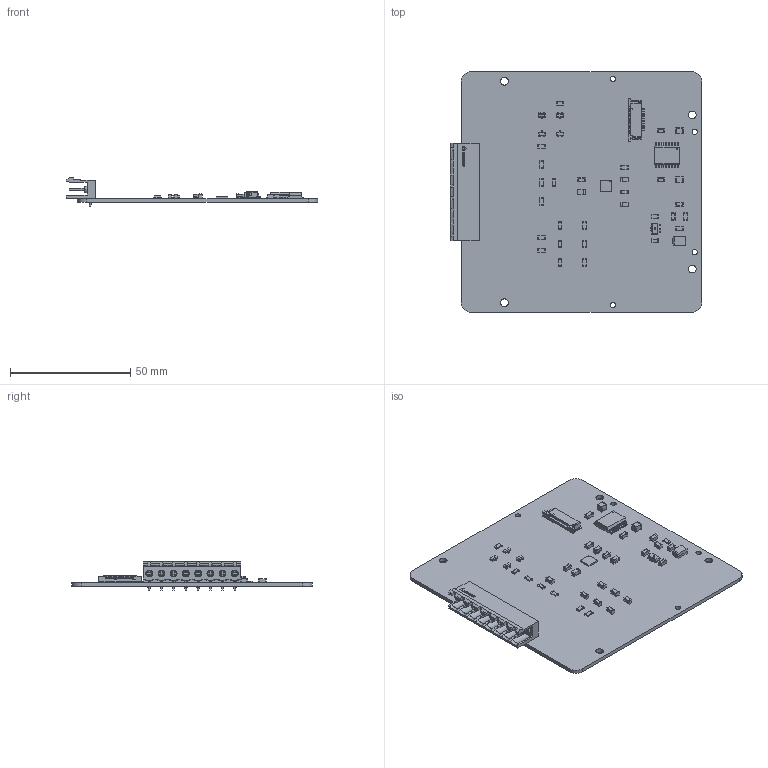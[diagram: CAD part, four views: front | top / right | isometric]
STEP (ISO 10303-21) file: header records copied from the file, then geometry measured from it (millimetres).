
FILE_DESCRIPTION(('KiCad electronic assembly'),'2;1');
FILE_NAME('PM-AI1-W.step','2024-10-23T08:14:10',('Pcbnew'),('Kicad'), 'Open CASCADE STEP processor 7.6','KiCad to STEP converter','Unknown' );
FILE_SCHEMA(('AUTOMOTIVE_DESIGN { 1 0 10303 214 1 1 1 1 }'));
Length unit declared in the file: millimetre
Products named in the file (26): PM-AI1-W 1; SOT23_NEX; part; R_1206_3216Metric; TAJA_AVX; C_1206_3216Metric; C_1210_3225Metric; 2EDGR-5.08-08P-14-100A(H); SOT-89-3; CQ assembly; SOIC16-WB_W__CLG; L_1206_3216Metric; SZP6SMB6.8AT3G; ASSEMBLY; c-1-84953-0-a-3d; C-1-84953-0; AD4111BCPZ_ADI; PM-AI1-W_PCB
Assembly tree (53 placements, depth 3):
  PM-AI1-W 1
    SOT23_NEX  x4
      part
    R_1206_3216Metric  x8
      R_1206_3216Metric
    TAJA_AVX  x3
      part
    C_1206_3216Metric  x16
      C_1206_3216Metric
    C_1210_3225Metric  x2
      C_1210_3225Metric
    2EDGR-5.08-08P-14-100A(H)
      2EDGR-5.08-08P-14-100A(H)
    SOT-89-3
      CQ assembly
    SOIC16-WB_W__CLG
      part
    L_1206_3216Metric
      L_1206_3216Metric
    SZP6SMB6.8AT3G
      ASSEMBLY
    c-1-84953-0-a-3d
      C-1-84953-0
    AD4111BCPZ_ADI
      part
    PM-AI1-W_PCB
Bounding box: 104.35 x 99.8 x 11.7 mm (x, y, z)
Volume: 18456.8 mm3; surface area: 25230.6 mm2
Topology: 91 solids, 91 shells, 2655 faces, 7036 edges, 4631 vertices
Faces by surface type: plane 1921, cylinder 679, bspline 39, cone 16
Full cylindrical faces by diameter (mm): 0.15 x4, 0.38 x1, 0.7 x1, 1.7 x8, 2.2 x4, 3.2 x4
Entity records: 61418 total; most frequent: CARTESIAN_POINT 12984, ORIENTED_EDGE 9606, DIRECTION 8731, EDGE_CURVE 4803, LINE 3749, VECTOR 3749, VERTEX_POINT 3165, AXIS2_PLACEMENT_3D 2491
